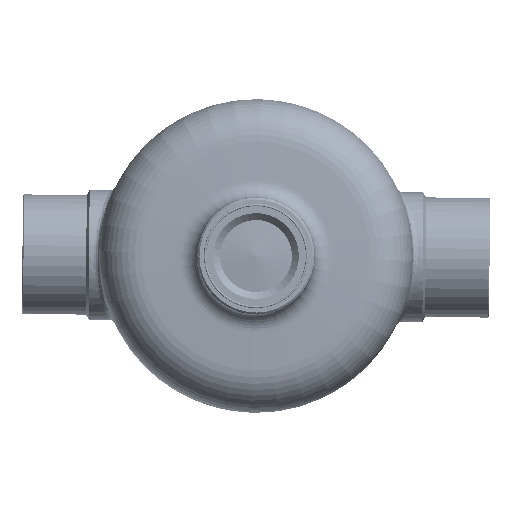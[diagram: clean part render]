
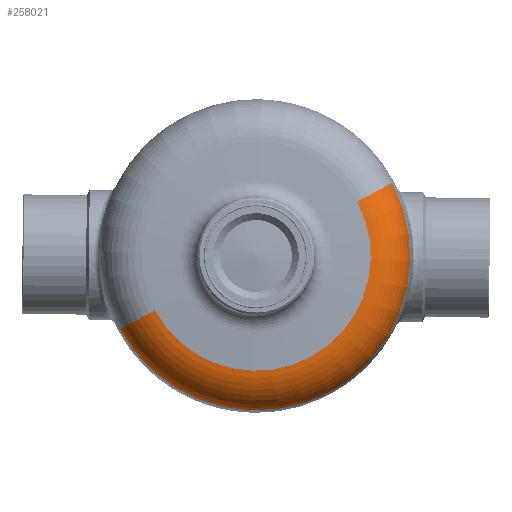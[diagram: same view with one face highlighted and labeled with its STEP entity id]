
A CAD part, front view. The second image highlights one B-rep face of the part: STEP entity #258021.
In plain terms, the highlighted toroidal (fillet/blend) face has major radius 30.687 mm and minor radius 12 mm.
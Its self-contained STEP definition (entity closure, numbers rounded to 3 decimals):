
#257957=CARTESIAN_POINT('Vertex',(-27.704,-36.51,-14.868)) ;
#257960=CARTESIAN_POINT('Axis2P3D Location',(0.,-36.51,0.)) ;
#257964=CARTESIAN_POINT('Vertex',(27.704,-36.51,14.868)) ;
#257991=CARTESIAN_POINT('Axis2P3D Location',(0.,-24.534,0.)) ;
#257996=CARTESIAN_POINT('Axis2P3D Location',(-27.039,-24.534,-14.511)) ;
#258000=CARTESIAN_POINT('Vertex',(-37.265,-27.585,-20.)) ;
#258003=CARTESIAN_POINT('Axis2P3D Location',(0.,-27.585,0.)) ;
#258007=CARTESIAN_POINT('Vertex',(37.265,-27.585,20.)) ;
#258010=CARTESIAN_POINT('Axis2P3D Location',(27.039,-24.534,14.511)) ;
#257961=DIRECTION('Axis2P3D Direction',(0.,-1.,0.)) ;
#257992=DIRECTION('Axis2P3D Direction',(0.,-1.,0.)) ;
#257993=DIRECTION('Axis2P3D XDirection',(-0.881,0.,-0.473)) ;
#257997=DIRECTION('Axis2P3D Direction',(-0.473,0.,0.881)) ;
#258004=DIRECTION('Axis2P3D Direction',(0.,-1.,0.)) ;
#258011=DIRECTION('Axis2P3D Direction',(0.473,0.,-0.881)) ;
#257962=AXIS2_PLACEMENT_3D('Circle Axis2P3D',#257960,#257961,$) ;
#257994=AXIS2_PLACEMENT_3D('Torus Axis2P3D',#257991,#257992,#257993) ;
#257998=AXIS2_PLACEMENT_3D('Circle Axis2P3D',#257996,#257997,$) ;
#258005=AXIS2_PLACEMENT_3D('Circle Axis2P3D',#258003,#258004,$) ;
#258012=AXIS2_PLACEMENT_3D('Circle Axis2P3D',#258010,#258011,$) ;
#257963=CIRCLE('generated circle',#257962,31.442) ;
#257999=CIRCLE('generated circle',#257998,12.) ;
#258006=CIRCLE('generated circle',#258005,42.293) ;
#258013=CIRCLE('generated circle',#258012,12.) ;
#257995=TOROIDAL_SURFACE('homeo Torus',#257994,30.687,12.) ;
#257966=EDGE_CURVE('',#257958,#257965,#257963,.T.) ;
#258002=EDGE_CURVE('',#257958,#258001,#257999,.F.) ;
#258009=EDGE_CURVE('',#258001,#258008,#258006,.T.) ;
#258014=EDGE_CURVE('',#257965,#258008,#258013,.F.) ;
#258016=ORIENTED_EDGE('',*,*,#257966,.F.) ;
#258017=ORIENTED_EDGE('',*,*,#258002,.T.) ;
#258018=ORIENTED_EDGE('',*,*,#258009,.T.) ;
#258019=ORIENTED_EDGE('',*,*,#258014,.F.) ;
#258015=EDGE_LOOP('',(#258016,#258017,#258018,#258019)) ;
#257958=VERTEX_POINT('',#257957) ;
#257965=VERTEX_POINT('',#257964) ;
#258001=VERTEX_POINT('',#258000) ;
#258008=VERTEX_POINT('',#258007) ;
#258021=ADVANCED_FACE('41442.1\\PartBody',(#258020),#257995,.T.) ;
#258020=FACE_OUTER_BOUND('',#258015,.T.) ;
